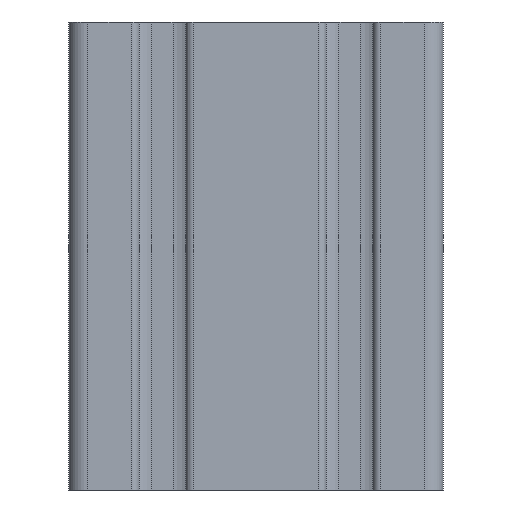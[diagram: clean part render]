
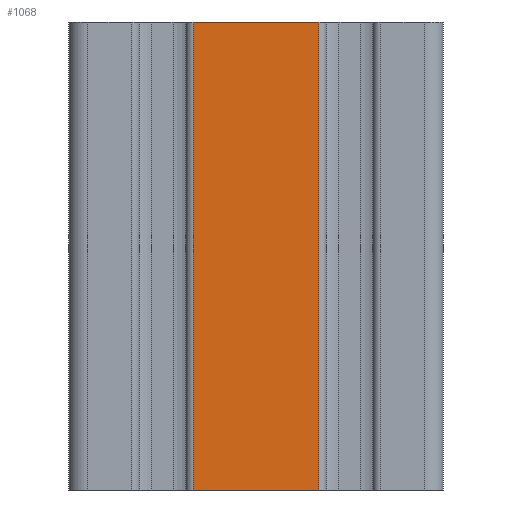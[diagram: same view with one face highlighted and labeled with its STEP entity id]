
A CAD part, left-side view. The second image highlights one B-rep face of the part: STEP entity #1068.
In plain terms, the highlighted planar face has unit normal (-1, 0, 0).
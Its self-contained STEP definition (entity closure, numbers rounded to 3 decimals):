
#214 = EDGE_CURVE ( 'NONE', #447, #497, #2683, .T. ) ;
#225 = ORIENTED_EDGE ( 'NONE', *, *, #1755, .T. ) ;
#277 = FACE_OUTER_BOUND ( 'NONE', #2972, .T. ) ;
#320 = VECTOR ( 'NONE', #1290, 1000. ) ;
#338 = VERTEX_POINT ( 'NONE', #2976 ) ;
#447 = VERTEX_POINT ( 'NONE', #3244 ) ;
#497 = VERTEX_POINT ( 'NONE', #2255 ) ;
#533 = ORIENTED_EDGE ( 'NONE', *, *, #2979, .F. ) ;
#624 = VECTOR ( 'NONE', #3700, 1000. ) ;
#745 = CARTESIAN_POINT ( 'NONE',  ( -10., -6.7, 25. ) ) ;
#750 = EDGE_CURVE ( 'NONE', #338, #497, #1657, .T. ) ;
#763 = AXIS2_PLACEMENT_3D ( 'NONE', #2563, #1222, #4212 ) ;
#822 = ORIENTED_EDGE ( 'NONE', *, *, #750, .T. ) ;
#995 = CARTESIAN_POINT ( 'NONE',  ( -10., -6.7, 25. ) ) ;
#1068 = ADVANCED_FACE ( 'NONE', ( #277 ), #2902, .F. ) ;
#1100 = VERTEX_POINT ( 'NONE', #2620 ) ;
#1117 = LINE ( 'NONE', #4133, #2713 ) ;
#1222 = DIRECTION ( 'NONE',  ( 1., 0., 0. ) ) ;
#1290 = DIRECTION ( 'NONE',  ( 0., -1., 0. ) ) ;
#1657 = LINE ( 'NONE', #1973, #624 ) ;
#1755 = EDGE_CURVE ( 'NONE', #1100, #338, #1117, .T. ) ;
#1973 = CARTESIAN_POINT ( 'NONE',  ( -10., -6.7, -25. ) ) ;
#2014 = LINE ( 'NONE', #995, #320 ) ;
#2255 = CARTESIAN_POINT ( 'NONE',  ( -10., -6.7, -25. ) ) ;
#2523 = DIRECTION ( 'NONE',  ( 0., 0., -1. ) ) ;
#2563 = CARTESIAN_POINT ( 'NONE',  ( -10., -6.7, 25. ) ) ;
#2620 = CARTESIAN_POINT ( 'NONE',  ( -10., 6.7, 25. ) ) ;
#2683 = LINE ( 'NONE', #745, #3201 ) ;
#2713 = VECTOR ( 'NONE', #2523, 1000. ) ;
#2902 = PLANE ( 'NONE',  #763 ) ;
#2972 = EDGE_LOOP ( 'NONE', ( #822, #3200, #533, #225 ) ) ;
#2976 = CARTESIAN_POINT ( 'NONE',  ( -10., 6.7, -25. ) ) ;
#2979 = EDGE_CURVE ( 'NONE', #1100, #447, #2014, .T. ) ;
#3200 = ORIENTED_EDGE ( 'NONE', *, *, #214, .F. ) ;
#3201 = VECTOR ( 'NONE', #3994, 1000. ) ;
#3244 = CARTESIAN_POINT ( 'NONE',  ( -10., -6.7, 25. ) ) ;
#3700 = DIRECTION ( 'NONE',  ( 0., -1., 0. ) ) ;
#3994 = DIRECTION ( 'NONE',  ( 0., 0., -1. ) ) ;
#4133 = CARTESIAN_POINT ( 'NONE',  ( -10., 6.7, 25. ) ) ;
#4212 = DIRECTION ( 'NONE',  ( 0., 1., 0. ) ) ;
